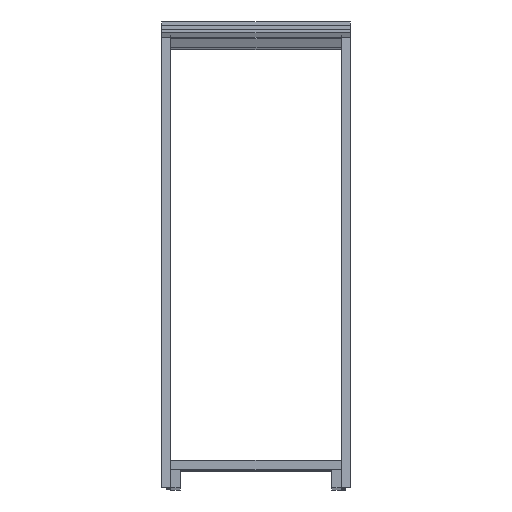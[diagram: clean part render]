
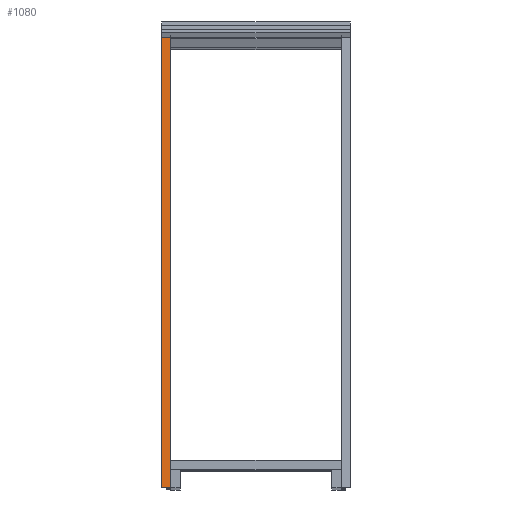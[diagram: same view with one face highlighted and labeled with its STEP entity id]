
A CAD part, top view. The second image highlights one B-rep face of the part: STEP entity #1080.
In plain terms, the highlighted face is planar.
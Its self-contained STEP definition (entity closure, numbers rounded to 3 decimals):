
#26 = VERTEX_POINT ( 'NONE', #468 ) ;
#47 = LINE ( 'NONE', #1076, #1400 ) ;
#107 = VERTEX_POINT ( 'NONE', #181 ) ;
#181 = CARTESIAN_POINT ( 'NONE',  ( 38.552, 159.498, 0. ) ) ;
#278 = ORIENTED_EDGE ( 'NONE', *, *, #1149, .T. ) ;
#321 = DIRECTION ( 'NONE',  ( -0.92, 0.391, 0. ) ) ;
#400 = VECTOR ( 'NONE', #321, 1000. ) ;
#428 = ORIENTED_EDGE ( 'NONE', *, *, #1293, .F. ) ;
#468 = CARTESIAN_POINT ( 'NONE',  ( 414.008, 0., 3.175 ) ) ;
#618 = ORIENTED_EDGE ( 'NONE', *, *, #2608, .T. ) ;
#752 = EDGE_CURVE ( 'NONE', #26, #2199, #836, .T. ) ;
#836 = LINE ( 'NONE', #2424, #400 ) ;
#939 = LINE ( 'NONE', #2405, #2119 ) ;
#1034 = PLANE ( 'NONE',  #1961 ) ;
#1076 = CARTESIAN_POINT ( 'NONE',  ( 414.008, 0., 3.175 ) ) ;
#1080 = ADVANCED_FACE ( 'NONE', ( #1172 ), #1034, .F. ) ;
#1149 = EDGE_CURVE ( 'NONE', #26, #2011, #47, .T. ) ;
#1172 = FACE_OUTER_BOUND ( 'NONE', #1516, .T. ) ;
#1233 = LINE ( 'NONE', #1917, #2244 ) ;
#1293 = EDGE_CURVE ( 'NONE', #2199, #107, #939, .T. ) ;
#1400 = VECTOR ( 'NONE', #1954, 1000. ) ;
#1516 = EDGE_LOOP ( 'NONE', ( #618, #428, #2302, #278 ) ) ;
#1519 = DIRECTION ( 'NONE',  ( -0.92, 0.391, 0. ) ) ;
#1567 = DIRECTION ( 'NONE',  ( 0., 0., -1. ) ) ;
#1593 = CARTESIAN_POINT ( 'NONE',  ( 38.552, 159.498, 3.175 ) ) ;
#1660 = CARTESIAN_POINT ( 'NONE',  ( 63.292, 148.989, 3.175 ) ) ;
#1917 = CARTESIAN_POINT ( 'NONE',  ( 63.292, 148.989, 0. ) ) ;
#1920 = CARTESIAN_POINT ( 'NONE',  ( 414.008, 0., 0. ) ) ;
#1954 = DIRECTION ( 'NONE',  ( 0., 0., -1. ) ) ;
#1961 = AXIS2_PLACEMENT_3D ( 'NONE', #1660, #2497, #2717 ) ;
#2011 = VERTEX_POINT ( 'NONE', #1920 ) ;
#2119 = VECTOR ( 'NONE', #1567, 1000. ) ;
#2199 = VERTEX_POINT ( 'NONE', #1593 ) ;
#2244 = VECTOR ( 'NONE', #1519, 1000. ) ;
#2302 = ORIENTED_EDGE ( 'NONE', *, *, #752, .F. ) ;
#2405 = CARTESIAN_POINT ( 'NONE',  ( 38.552, 159.498, 3.175 ) ) ;
#2424 = CARTESIAN_POINT ( 'NONE',  ( 63.292, 148.989, 3.175 ) ) ;
#2497 = DIRECTION ( 'NONE',  ( -0.391, -0.92, 0. ) ) ;
#2608 = EDGE_CURVE ( 'NONE', #2011, #107, #1233, .T. ) ;
#2717 = DIRECTION ( 'NONE',  ( 0.92, -0.391, 0. ) ) ;
